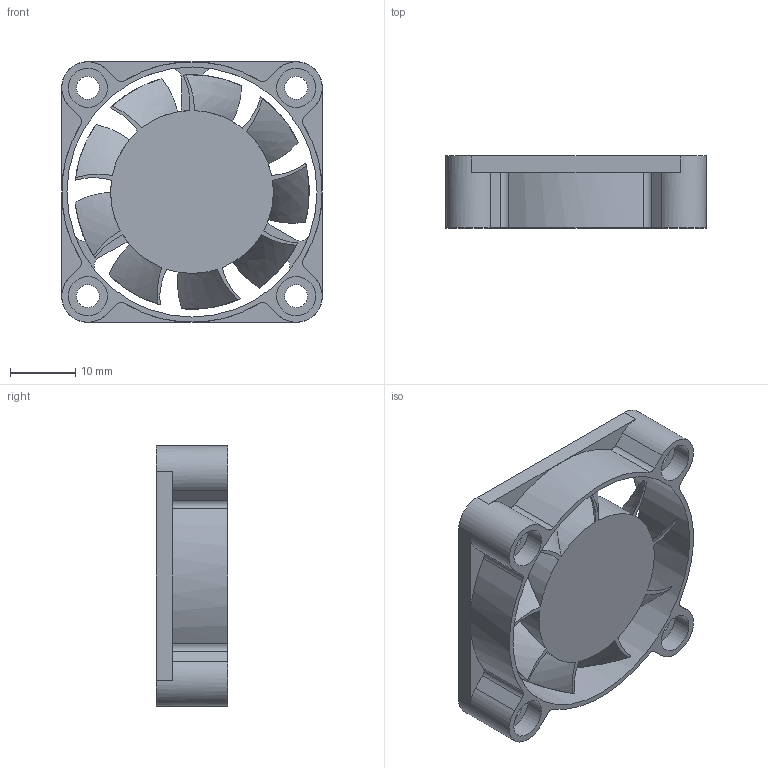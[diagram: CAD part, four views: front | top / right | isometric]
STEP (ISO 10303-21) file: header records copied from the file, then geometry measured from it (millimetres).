
FILE_DESCRIPTION(('FreeCAD Model'),'2;1');
FILE_NAME('4010_DC-Fan_001.step', '2019-08-08T14:36:23',('Sisul Galog'),(''), 'Open CASCADE STEP processor 7.3','FreeCAD','Unknown');
FILE_SCHEMA(('AUTOMOTIVE_DESIGN { 1 0 10303 214 1 1 1 1 }'));
Length unit declared in the file: millimetre
Products named in the file (1): 4010_DC-Fan_001
Bounding box: 40 x 11 x 40 mm (x, y, z)
Volume: 7817.3 mm3; surface area: 8349.8 mm2
Topology: 2 solids, 2 shells, 120 faces, 339 edges, 226 vertices
Faces by surface type: cylinder 49, plane 44, bspline 27
Full cylindrical faces by diameter (mm): 3.5 x4, 6 x4, 38.4 x1
Entity records: 11580 total; most frequent: CARTESIAN_POINT 4895, DIRECTION 914, ORIENTED_EDGE 676, PCURVE 676, DEFINITIONAL_REPRESENTATION 676, EDGE_CURVE 338, SURFACE_CURVE 329, LINE 325
